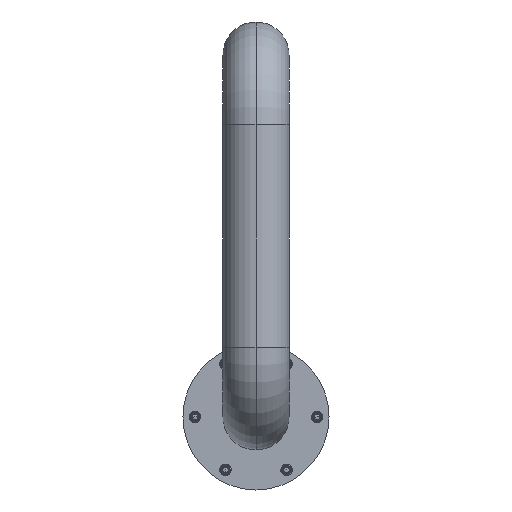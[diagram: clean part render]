
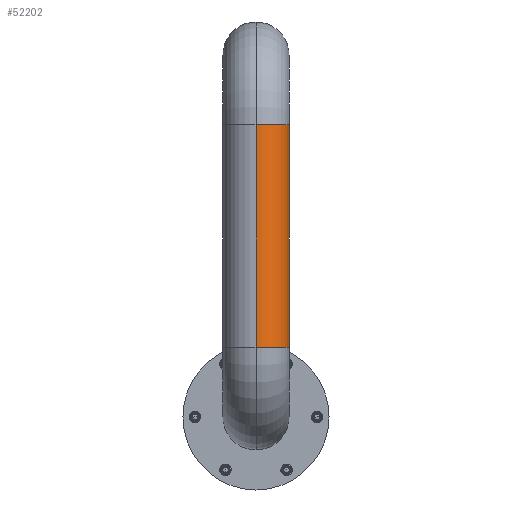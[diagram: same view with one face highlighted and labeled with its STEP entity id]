
A CAD part, front view. The second image highlights one B-rep face of the part: STEP entity #52202.
In plain terms, the highlighted cylindrical face has radius 47.5 mm (diameter 95 mm), a partial arc.
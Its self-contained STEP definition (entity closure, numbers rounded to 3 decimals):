
#120 = VECTOR ( 'NONE', #41344, 1000. ) ;
#190 = EDGE_CURVE ( 'NONE', #30072, #30326, #63381, .T. ) ;
#4454 = DIRECTION ( 'NONE',  ( 0., 0., 1. ) ) ;
#9377 = CYLINDRICAL_SURFACE ( 'NONE', #56174, 47.5 ) ;
#10026 = FACE_OUTER_BOUND ( 'NONE', #54689, .T. ) ;
#11445 = EDGE_CURVE ( 'NONE', #30326, #22673, #24956, .T. ) ;
#11587 = CARTESIAN_POINT ( 'NONE',  ( 0., -2177.5, 420. ) ) ;
#12288 = LINE ( 'NONE', #36383, #120 ) ;
#12830 = ORIENTED_EDGE ( 'NONE', *, *, #17507, .T. ) ;
#17450 = DIRECTION ( 'NONE',  ( 0., 0., -1. ) ) ;
#17507 = EDGE_CURVE ( 'NONE', #30072, #27805, #12288, .T. ) ;
#18097 = DIRECTION ( 'NONE',  ( 0., 1., 0. ) ) ;
#18429 = DIRECTION ( 'NONE',  ( 0., -1., 0. ) ) ;
#22673 = VERTEX_POINT ( 'NONE', #31637 ) ;
#24956 = LINE ( 'NONE', #34552, #50270 ) ;
#27805 = VERTEX_POINT ( 'NONE', #11587 ) ;
#28877 = DIRECTION ( 'NONE',  ( 0., -1., 0. ) ) ;
#29500 = CARTESIAN_POINT ( 'NONE',  ( 0., -2225., 100. ) ) ;
#30072 = VERTEX_POINT ( 'NONE', #35563 ) ;
#30326 = VERTEX_POINT ( 'NONE', #46991 ) ;
#31637 = CARTESIAN_POINT ( 'NONE',  ( 0., -2272.5, 420. ) ) ;
#34552 = CARTESIAN_POINT ( 'NONE',  ( 0., -2272.5, 100. ) ) ;
#35563 = CARTESIAN_POINT ( 'NONE',  ( 0., -2177.5, 100. ) ) ;
#36383 = CARTESIAN_POINT ( 'NONE',  ( 0., -2177.5, 100. ) ) ;
#41196 = AXIS2_PLACEMENT_3D ( 'NONE', #54699, #48474, #18097 ) ;
#41344 = DIRECTION ( 'NONE',  ( 0., 0., 1. ) ) ;
#45324 = EDGE_CURVE ( 'NONE', #27805, #22673, #56117, .T. ) ;
#46019 = ORIENTED_EDGE ( 'NONE', *, *, #11445, .F. ) ;
#46819 = CARTESIAN_POINT ( 'NONE',  ( 0., -2225., 420. ) ) ;
#46991 = CARTESIAN_POINT ( 'NONE',  ( 0., -2272.5, 100. ) ) ;
#48474 = DIRECTION ( 'NONE',  ( 0., 0., -1. ) ) ;
#50270 = VECTOR ( 'NONE', #55004, 1000. ) ;
#51684 = ORIENTED_EDGE ( 'NONE', *, *, #45324, .T. ) ;
#52202 = ADVANCED_FACE ( 'NONE', ( #10026 ), #9377, .T. ) ;
#54689 = EDGE_LOOP ( 'NONE', ( #56684, #12830, #51684, #46019 ) ) ;
#54699 = CARTESIAN_POINT ( 'NONE',  ( 0., -2225., 100. ) ) ;
#55004 = DIRECTION ( 'NONE',  ( 0., 0., 1. ) ) ;
#56117 = CIRCLE ( 'NONE', #57176, 47.5 ) ;
#56174 = AXIS2_PLACEMENT_3D ( 'NONE', #29500, #4454, #28877 ) ;
#56684 = ORIENTED_EDGE ( 'NONE', *, *, #190, .F. ) ;
#57176 = AXIS2_PLACEMENT_3D ( 'NONE', #46819, #17450, #18429 ) ;
#63381 = CIRCLE ( 'NONE', #41196, 47.5 ) ;
